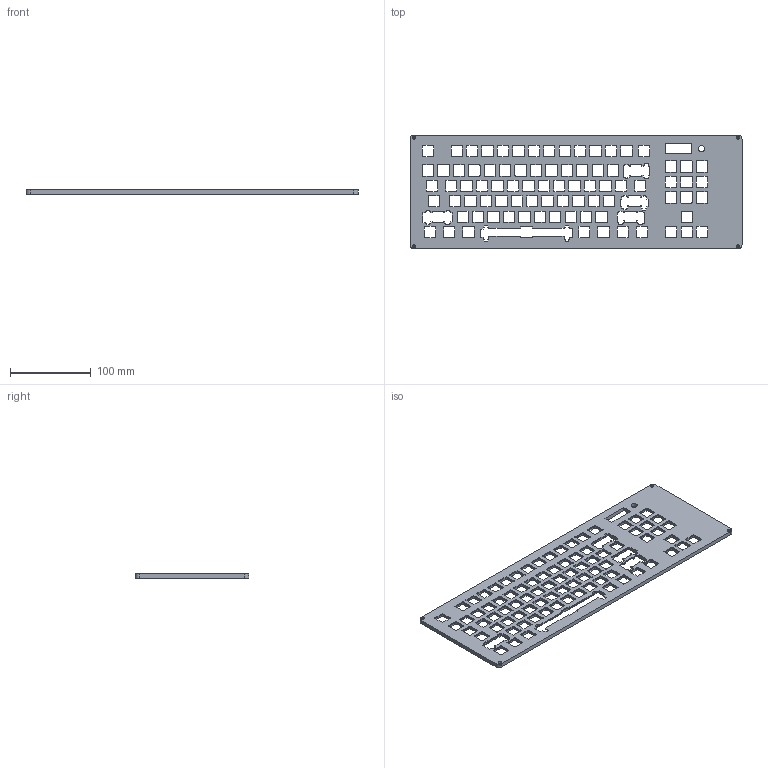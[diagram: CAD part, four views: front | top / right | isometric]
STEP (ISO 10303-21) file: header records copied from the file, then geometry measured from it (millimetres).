
FILE_DESCRIPTION(/* description */ (''),/* implementation_level */ '2;1');
FILE_NAME(/* name */ 'TKEEB_TOP.step',/* time_stamp */ '2025-12-29T17:14:30+05:30',/* author */ (''),/* organization */ (''),/* preprocessor_version */ 'ST-DEVELOPER v20.1',/* originating_system */ 'Autodesk Translation Framework v14.21.0.0',/* authorisation */ '');
FILE_SCHEMA (('AUTOMOTIVE_DESIGN { 1 0 10303 214 3 1 1 }'));
Length unit declared in the file: millimetre
Products named in the file (1): 2025-12-28-13-43-21-416
Bounding box: 410 x 140.65 x 5 mm (x, y, z)
Volume: 161575.7 mm3; surface area: 110108.8 mm2
Topology: 1 solids, 1 shells, 1777 faces, 5067 edges, 3378 vertices
Faces by surface type: plane 1024, cylinder 753
Full cylindrical faces by diameter (mm): 2.3 x4, 4.4 x4, 7.5 x1
Entity records: 58553 total; most frequent: CARTESIAN_POINT 10223, ORIENTED_EDGE 10134, DIRECTION 10129, EDGE_CURVE 5067, LINE 3561, VECTOR 3561, VERTEX_POINT 3378, AXIS2_PLACEMENT_3D 3284
